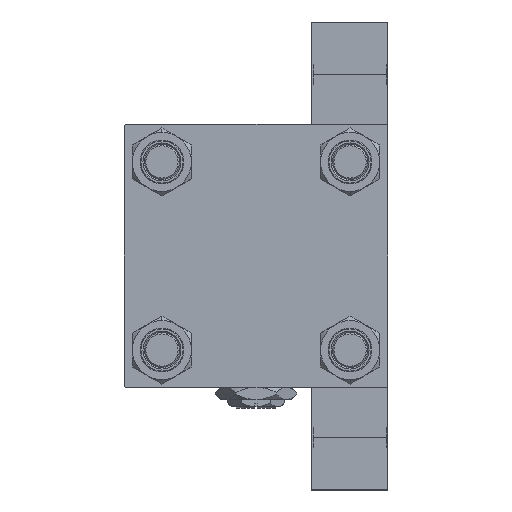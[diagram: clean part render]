
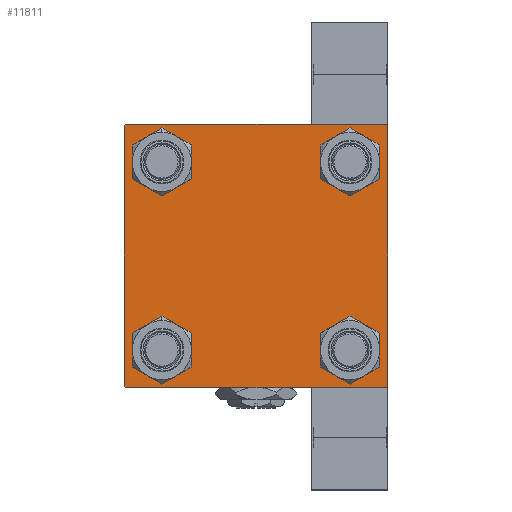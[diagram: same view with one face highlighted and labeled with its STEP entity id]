
A CAD part, left-side view. The second image highlights one B-rep face of the part: STEP entity #11811.
In plain terms, the highlighted planar face has unit normal (-1, 0, 0).
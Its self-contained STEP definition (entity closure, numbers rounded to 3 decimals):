
#269 = CARTESIAN_POINT ( 'NONE',  ( 0., 32.15, 38.65 ) ) ;
#359 = DIRECTION ( 'NONE',  ( 1., 0., 0. ) ) ;
#552 = EDGE_LOOP ( 'NONE', ( #35317, #49930 ) ) ;
#1690 = EDGE_CURVE ( 'NONE', #24471, #32895, #41069, .T. ) ;
#1809 = CIRCLE ( 'NONE', #23635, 6.5 ) ;
#3020 = CARTESIAN_POINT ( 'NONE',  ( 0., 45., 45. ) ) ;
#4393 = DIRECTION ( 'NONE',  ( -1., 0., 0. ) ) ;
#7136 = AXIS2_PLACEMENT_3D ( 'NONE', #12455, #35443, #32156 ) ;
#7142 = VECTOR ( 'NONE', #32633, 1000. ) ;
#7504 = CARTESIAN_POINT ( 'NONE',  ( 0., 44.5, -45. ) ) ;
#7944 = CARTESIAN_POINT ( 'NONE',  ( 0., -45., -44.5 ) ) ;
#8002 = VECTOR ( 'NONE', #41690, 1000. ) ;
#8630 = CARTESIAN_POINT ( 'NONE',  ( 0., -44.75, 44.75 ) ) ;
#9707 = LINE ( 'NONE', #25892, #36576 ) ;
#10331 = CARTESIAN_POINT ( 'NONE',  ( 0., -32.15, 32.15 ) ) ;
#10397 = CARTESIAN_POINT ( 'NONE',  ( 0., -32.15, 32.15 ) ) ;
#10833 = LINE ( 'NONE', #46230, #8002 ) ;
#11063 = EDGE_CURVE ( 'NONE', #31443, #40257, #35358, .T. ) ;
#11101 = DIRECTION ( 'NONE',  ( 1., 0., 0. ) ) ;
#11108 = DIRECTION ( 'NONE',  ( 1., 0., 0. ) ) ;
#11119 = EDGE_CURVE ( 'NONE', #48719, #31903, #45007, .T. ) ;
#11811 = ADVANCED_FACE ( 'NONE', ( #16551, #42840, #31693, #23633, #27674 ), #31960, .T. ) ;
#12198 = ORIENTED_EDGE ( 'NONE', *, *, #42697, .F. ) ;
#12404 = CARTESIAN_POINT ( 'NONE',  ( 0., 45., 45. ) ) ;
#12455 = CARTESIAN_POINT ( 'NONE',  ( 0., -32.15, -32.15 ) ) ;
#13248 = VECTOR ( 'NONE', #34892, 1000. ) ;
#13283 = ORIENTED_EDGE ( 'NONE', *, *, #45783, .T. ) ;
#13870 = EDGE_LOOP ( 'NONE', ( #37903, #37722 ) ) ;
#13875 = EDGE_CURVE ( 'NONE', #24906, #45618, #40004, .T. ) ;
#14905 = DIRECTION ( 'NONE',  ( 0., 0., 1. ) ) ;
#15146 = DIRECTION ( 'NONE',  ( 0., 0.707, -0.707 ) ) ;
#15217 = EDGE_LOOP ( 'NONE', ( #29211, #23445 ) ) ;
#15674 = VECTOR ( 'NONE', #15146, 1000. ) ;
#16551 = FACE_BOUND ( 'NONE', #26307, .T. ) ;
#16615 = EDGE_CURVE ( 'NONE', #23641, #32592, #22702, .T. ) ;
#17321 = VECTOR ( 'NONE', #37922, 1000. ) ;
#17929 = ORIENTED_EDGE ( 'NONE', *, *, #19839, .T. ) ;
#18222 = CARTESIAN_POINT ( 'NONE',  ( 0., 32.15, 32.15 ) ) ;
#18272 = CARTESIAN_POINT ( 'NONE',  ( 0., 32.15, 32.15 ) ) ;
#18778 = CARTESIAN_POINT ( 'NONE',  ( 0., 32.15, -32.15 ) ) ;
#19094 = CARTESIAN_POINT ( 'NONE',  ( 0., 44.75, -44.75 ) ) ;
#19323 = AXIS2_PLACEMENT_3D ( 'NONE', #39046, #4393, #19851 ) ;
#19501 = LINE ( 'NONE', #12404, #13248 ) ;
#19588 = LINE ( 'NONE', #19094, #42233 ) ;
#19839 = EDGE_CURVE ( 'NONE', #48577, #35700, #48640, .T. ) ;
#19851 = DIRECTION ( 'NONE',  ( 0., 0., 1. ) ) ;
#20105 = CARTESIAN_POINT ( 'NONE',  ( 0., -32.15, -32.15 ) ) ;
#20600 = CARTESIAN_POINT ( 'NONE',  ( 0., -32.15, -25.65 ) ) ;
#21120 = AXIS2_PLACEMENT_3D ( 'NONE', #18272, #25093, #21314 ) ;
#21314 = DIRECTION ( 'NONE',  ( 0., 0., 1. ) ) ;
#21551 = DIRECTION ( 'NONE',  ( 1., 0., 0. ) ) ;
#21637 = VERTEX_POINT ( 'NONE', #7504 ) ;
#22049 = AXIS2_PLACEMENT_3D ( 'NONE', #18222, #11101, #14905 ) ;
#22621 = CARTESIAN_POINT ( 'NONE',  ( 0., 45., -44.5 ) ) ;
#22702 = CIRCLE ( 'NONE', #21120, 6.5 ) ;
#22745 = CARTESIAN_POINT ( 'NONE',  ( 0., 44.75, 44.75 ) ) ;
#22751 = CARTESIAN_POINT ( 'NONE',  ( 0., 32.15, -32.15 ) ) ;
#22956 = ORIENTED_EDGE ( 'NONE', *, *, #48749, .T. ) ;
#23445 = ORIENTED_EDGE ( 'NONE', *, *, #44200, .T. ) ;
#23633 = FACE_BOUND ( 'NONE', #13870, .T. ) ;
#23635 = AXIS2_PLACEMENT_3D ( 'NONE', #20105, #359, #46654 ) ;
#23641 = VERTEX_POINT ( 'NONE', #269 ) ;
#23695 = CARTESIAN_POINT ( 'NONE',  ( 0., -45., 44.5 ) ) ;
#23846 = EDGE_CURVE ( 'NONE', #28779, #45618, #30325, .T. ) ;
#24342 = CARTESIAN_POINT ( 'NONE',  ( 0., 32.15, -25.65 ) ) ;
#24471 = VERTEX_POINT ( 'NONE', #20600 ) ;
#24906 = VERTEX_POINT ( 'NONE', #23695 ) ;
#25021 = ORIENTED_EDGE ( 'NONE', *, *, #44966, .T. ) ;
#25093 = DIRECTION ( 'NONE',  ( 1., 0., 0. ) ) ;
#25892 = CARTESIAN_POINT ( 'NONE',  ( 0., 45., -45. ) ) ;
#26307 = EDGE_LOOP ( 'NONE', ( #17929, #13283 ) ) ;
#26658 = VERTEX_POINT ( 'NONE', #22621 ) ;
#26793 = CARTESIAN_POINT ( 'NONE',  ( 0., -44.75, -44.75 ) ) ;
#26917 = DIRECTION ( 'NONE',  ( 0., -0.707, -0.707 ) ) ;
#27674 = FACE_OUTER_BOUND ( 'NONE', #36019, .T. ) ;
#28779 = VERTEX_POINT ( 'NONE', #30512 ) ;
#28892 = DIRECTION ( 'NONE',  ( 0., 0., 1. ) ) ;
#29211 = ORIENTED_EDGE ( 'NONE', *, *, #1690, .T. ) ;
#30166 = ORIENTED_EDGE ( 'NONE', *, *, #23846, .F. ) ;
#30325 = LINE ( 'NONE', #3020, #17321 ) ;
#30512 = CARTESIAN_POINT ( 'NONE',  ( 0., 44.5, 45. ) ) ;
#31443 = VERTEX_POINT ( 'NONE', #33370 ) ;
#31693 = FACE_BOUND ( 'NONE', #552, .T. ) ;
#31696 = AXIS2_PLACEMENT_3D ( 'NONE', #10397, #21551, #28892 ) ;
#31903 = VERTEX_POINT ( 'NONE', #24342 ) ;
#31960 = PLANE ( 'NONE',  #19323 ) ;
#32156 = DIRECTION ( 'NONE',  ( 0., 0., 1. ) ) ;
#32592 = VERTEX_POINT ( 'NONE', #44623 ) ;
#32633 = DIRECTION ( 'NONE',  ( 0., 0.707, 0.707 ) ) ;
#32895 = VERTEX_POINT ( 'NONE', #46365 ) ;
#33370 = CARTESIAN_POINT ( 'NONE',  ( 0., -44.5, -45. ) ) ;
#33624 = LINE ( 'NONE', #22745, #15674 ) ;
#33744 = ORIENTED_EDGE ( 'NONE', *, *, #48012, .T. ) ;
#34432 = DIRECTION ( 'NONE',  ( 0., 0., 1. ) ) ;
#34829 = ORIENTED_EDGE ( 'NONE', *, *, #11063, .T. ) ;
#34892 = DIRECTION ( 'NONE',  ( 0., 0., -1. ) ) ;
#35317 = ORIENTED_EDGE ( 'NONE', *, *, #39790, .T. ) ;
#35322 = DIRECTION ( 'NONE',  ( 0., 0., 1. ) ) ;
#35358 = LINE ( 'NONE', #26793, #47431 ) ;
#35443 = DIRECTION ( 'NONE',  ( 1., 0., 0. ) ) ;
#35700 = VERTEX_POINT ( 'NONE', #49043 ) ;
#36019 = EDGE_LOOP ( 'NONE', ( #48652, #22956, #25021, #34829, #12198, #42383, #30166, #33744 ) ) ;
#36113 = AXIS2_PLACEMENT_3D ( 'NONE', #22751, #11108, #42710 ) ;
#36576 = VECTOR ( 'NONE', #44370, 1000. ) ;
#37407 = CIRCLE ( 'NONE', #39031, 6.5 ) ;
#37666 = CARTESIAN_POINT ( 'NONE',  ( 0., 45., 44.5 ) ) ;
#37722 = ORIENTED_EDGE ( 'NONE', *, *, #48044, .T. ) ;
#37903 = ORIENTED_EDGE ( 'NONE', *, *, #16615, .T. ) ;
#37922 = DIRECTION ( 'NONE',  ( 0., -1., 0. ) ) ;
#39031 = AXIS2_PLACEMENT_3D ( 'NONE', #10331, #46732, #35322 ) ;
#39046 = CARTESIAN_POINT ( 'NONE',  ( 0., 0., 0. ) ) ;
#39541 = CIRCLE ( 'NONE', #48418, 6.5 ) ;
#39790 = EDGE_CURVE ( 'NONE', #31903, #48719, #39541, .T. ) ;
#40004 = LINE ( 'NONE', #8630, #7142 ) ;
#40257 = VERTEX_POINT ( 'NONE', #7944 ) ;
#41069 = CIRCLE ( 'NONE', #7136, 6.5 ) ;
#41690 = DIRECTION ( 'NONE',  ( 0., 0., -1. ) ) ;
#42204 = DIRECTION ( 'NONE',  ( 0., -0.707, 0.707 ) ) ;
#42233 = VECTOR ( 'NONE', #26917, 1000. ) ;
#42383 = ORIENTED_EDGE ( 'NONE', *, *, #13875, .T. ) ;
#42528 = DIRECTION ( 'NONE',  ( 1., 0., 0. ) ) ;
#42697 = EDGE_CURVE ( 'NONE', #24906, #40257, #10833, .T. ) ;
#42710 = DIRECTION ( 'NONE',  ( 0., 0., 1. ) ) ;
#42840 = FACE_BOUND ( 'NONE', #15217, .T. ) ;
#43743 = CARTESIAN_POINT ( 'NONE',  ( 0., -44.5, 45. ) ) ;
#43853 = CIRCLE ( 'NONE', #22049, 6.5 ) ;
#44200 = EDGE_CURVE ( 'NONE', #32895, #24471, #1809, .T. ) ;
#44370 = DIRECTION ( 'NONE',  ( 0., -1., 0. ) ) ;
#44623 = CARTESIAN_POINT ( 'NONE',  ( 0., 32.15, 25.65 ) ) ;
#44905 = CARTESIAN_POINT ( 'NONE',  ( 0., -32.15, 38.65 ) ) ;
#44966 = EDGE_CURVE ( 'NONE', #21637, #31443, #9707, .T. ) ;
#45007 = CIRCLE ( 'NONE', #36113, 6.5 ) ;
#45618 = VERTEX_POINT ( 'NONE', #43743 ) ;
#45783 = EDGE_CURVE ( 'NONE', #35700, #48577, #37407, .T. ) ;
#46230 = CARTESIAN_POINT ( 'NONE',  ( 0., -45., 45. ) ) ;
#46365 = CARTESIAN_POINT ( 'NONE',  ( 0., -32.15, -38.65 ) ) ;
#46654 = DIRECTION ( 'NONE',  ( 0., 0., 1. ) ) ;
#46732 = DIRECTION ( 'NONE',  ( 1., 0., 0. ) ) ;
#47020 = EDGE_CURVE ( 'NONE', #49138, #26658, #19501, .T. ) ;
#47431 = VECTOR ( 'NONE', #42204, 1000. ) ;
#48012 = EDGE_CURVE ( 'NONE', #28779, #49138, #33624, .T. ) ;
#48044 = EDGE_CURVE ( 'NONE', #32592, #23641, #43853, .T. ) ;
#48418 = AXIS2_PLACEMENT_3D ( 'NONE', #18778, #42528, #34432 ) ;
#48577 = VERTEX_POINT ( 'NONE', #44905 ) ;
#48640 = CIRCLE ( 'NONE', #31696, 6.5 ) ;
#48652 = ORIENTED_EDGE ( 'NONE', *, *, #47020, .T. ) ;
#48719 = VERTEX_POINT ( 'NONE', #49921 ) ;
#48749 = EDGE_CURVE ( 'NONE', #26658, #21637, #19588, .T. ) ;
#49043 = CARTESIAN_POINT ( 'NONE',  ( 0., -32.15, 25.65 ) ) ;
#49138 = VERTEX_POINT ( 'NONE', #37666 ) ;
#49921 = CARTESIAN_POINT ( 'NONE',  ( 0., 32.15, -38.65 ) ) ;
#49930 = ORIENTED_EDGE ( 'NONE', *, *, #11119, .T. ) ;
